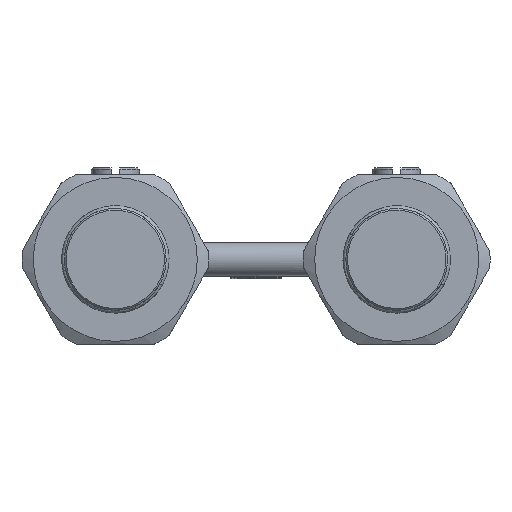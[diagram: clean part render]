
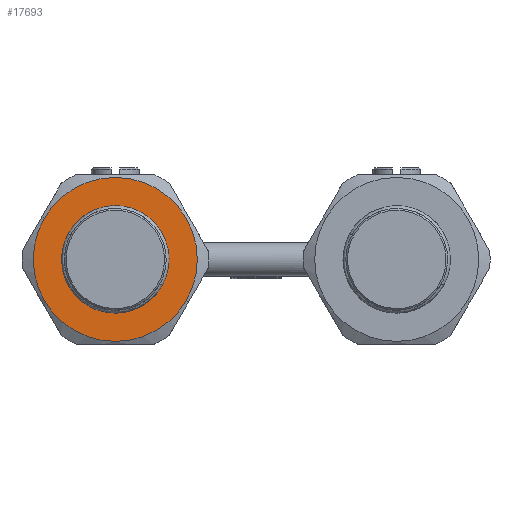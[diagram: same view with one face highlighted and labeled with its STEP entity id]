
A CAD part, left-side view. The second image highlights one B-rep face of the part: STEP entity #17693.
In plain terms, the highlighted planar face has unit normal (-1, 0, 0).
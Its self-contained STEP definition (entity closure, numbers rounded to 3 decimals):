
#17135=CARTESIAN_POINT('Vertex',(-33.,12.323,-7.25)) ;
#17138=CARTESIAN_POINT('Axis2P3D Location',(-33.,24.88,0.)) ;
#17142=CARTESIAN_POINT('Vertex',(-33.,37.437,7.25)) ;
#17241=CARTESIAN_POINT('Axis2P3D Location',(-33.,24.88,0.)) ;
#17666=CARTESIAN_POINT('Axis2P3D Location',(-33.,13.059,-6.825)) ;
#17675=CARTESIAN_POINT('Axis2P3D Location',(-33.,24.88,0.)) ;
#17679=CARTESIAN_POINT('Vertex',(-33.,16.778,-4.426)) ;
#17681=CARTESIAN_POINT('Vertex',(-33.,32.982,4.426)) ;
#17684=CARTESIAN_POINT('Axis2P3D Location',(-33.,24.88,0.)) ;
#17139=DIRECTION('Axis2P3D Direction',(1.,0.,0.)) ;
#17242=DIRECTION('Axis2P3D Direction',(1.,0.,0.)) ;
#17667=DIRECTION('Axis2P3D Direction',(-1.,0.,0.)) ;
#17668=DIRECTION('Axis2P3D XDirection',(0.,0.5,-0.866)) ;
#17676=DIRECTION('Axis2P3D Direction',(-1.,0.,0.)) ;
#17685=DIRECTION('Axis2P3D Direction',(-1.,0.,0.)) ;
#17140=AXIS2_PLACEMENT_3D('Circle Axis2P3D',#17138,#17139,$) ;
#17243=AXIS2_PLACEMENT_3D('Circle Axis2P3D',#17241,#17242,$) ;
#17669=AXIS2_PLACEMENT_3D('Plane Axis2P3D',#17666,#17667,#17668) ;
#17677=AXIS2_PLACEMENT_3D('Circle Axis2P3D',#17675,#17676,$) ;
#17686=AXIS2_PLACEMENT_3D('Circle Axis2P3D',#17684,#17685,$) ;
#17672=ORIENTED_EDGE('',*,*,#17144,.T.) ;
#17673=ORIENTED_EDGE('',*,*,#17245,.T.) ;
#17690=ORIENTED_EDGE('',*,*,#17683,.F.) ;
#17691=ORIENTED_EDGE('',*,*,#17688,.F.) ;
#17692=FACE_BOUND('',#17689,.T.) ;
#17693=ADVANCED_FACE('PartBody',(#17674,#17692),#17670,.T.) ;
#17141=CIRCLE('generated circle',#17140,14.5) ;
#17244=CIRCLE('generated circle',#17243,14.5) ;
#17678=CIRCLE('generated circle',#17677,9.232) ;
#17687=CIRCLE('generated circle',#17686,9.232) ;
#17144=EDGE_CURVE('',#17143,#17136,#17141,.F.) ;
#17245=EDGE_CURVE('',#17136,#17143,#17244,.F.) ;
#17683=EDGE_CURVE('',#17680,#17682,#17678,.T.) ;
#17688=EDGE_CURVE('',#17682,#17680,#17687,.T.) ;
#17671=EDGE_LOOP('',(#17672,#17673)) ;
#17689=EDGE_LOOP('',(#17690,#17691)) ;
#17674=FACE_OUTER_BOUND('',#17671,.T.) ;
#17670=PLANE('',#17669) ;
#17136=VERTEX_POINT('',#17135) ;
#17143=VERTEX_POINT('',#17142) ;
#17680=VERTEX_POINT('',#17679) ;
#17682=VERTEX_POINT('',#17681) ;
